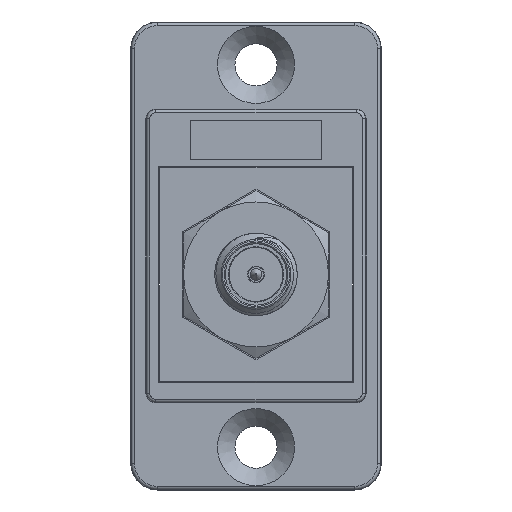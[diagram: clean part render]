
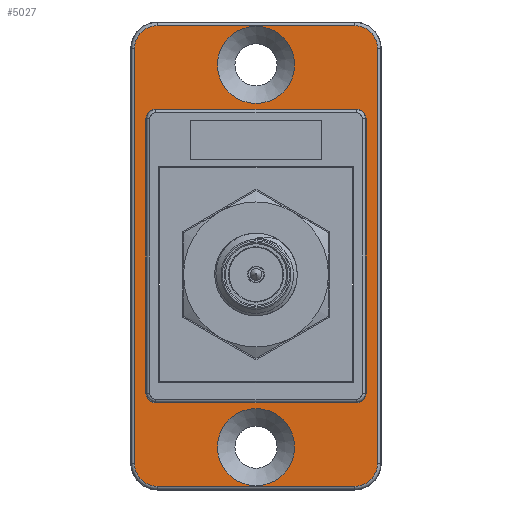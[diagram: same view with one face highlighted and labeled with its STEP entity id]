
A CAD part, front view. The second image highlights one B-rep face of the part: STEP entity #5027.
In plain terms, the highlighted planar face has unit normal (0, -1, 0).
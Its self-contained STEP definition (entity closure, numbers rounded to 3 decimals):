
#84=FACE_BOUND('',#680,.T.);
#85=FACE_BOUND('',#681,.T.);
#86=FACE_BOUND('',#682,.T.);
#148=PLANE('',#5365);
#397=FACE_OUTER_BOUND('',#679,.T.);
#679=EDGE_LOOP('',(#3552,#3553,#3554,#3555,#3556,#3557,#3558,#3559));
#680=EDGE_LOOP('',(#3560,#3561,#3562,#3563,#3564,#3565,#3566,#3567));
#681=EDGE_LOOP('',(#3568));
#682=EDGE_LOOP('',(#3569));
#933=CIRCLE('',#5329,0.75);
#934=CIRCLE('',#5332,0.75);
#938=CIRCLE('',#5340,1.714);
#942=CIRCLE('',#5346,1.714);
#946=CIRCLE('',#5352,1.714);
#950=CIRCLE('',#5358,1.714);
#953=CIRCLE('',#5366,0.75);
#954=CIRCLE('',#5367,0.75);
#955=CIRCLE('',#5368,2.925);
#956=CIRCLE('',#5369,2.925);
#1273=LINE('',#9003,#1685);
#1276=LINE('',#9011,#1688);
#1285=LINE('',#9034,#1697);
#1286=LINE('',#9045,#1698);
#1288=LINE('',#9057,#1700);
#1290=LINE('',#9069,#1702);
#1299=LINE('',#9094,#1711);
#1300=LINE('',#9098,#1712);
#1685=VECTOR('',#5949,10.);
#1688=VECTOR('',#5958,10.);
#1697=VECTOR('',#5975,10.);
#1698=VECTOR('',#5988,10.);
#1700=VECTOR('',#6002,10.);
#1702=VECTOR('',#6016,10.);
#1711=VECTOR('',#6045,10.);
#1712=VECTOR('',#6048,10.);
#2133=VERTEX_POINT('',#8995);
#2134=VERTEX_POINT('',#8997);
#2135=VERTEX_POINT('',#9001);
#2136=VERTEX_POINT('',#9005);
#2137=VERTEX_POINT('',#9009);
#2144=VERTEX_POINT('',#9027);
#2147=VERTEX_POINT('',#9032);
#2149=VERTEX_POINT('',#9037);
#2151=VERTEX_POINT('',#9043);
#2153=VERTEX_POINT('',#9049);
#2155=VERTEX_POINT('',#9055);
#2157=VERTEX_POINT('',#9061);
#2159=VERTEX_POINT('',#9067);
#2165=VERTEX_POINT('',#9093);
#2166=VERTEX_POINT('',#9095);
#2167=VERTEX_POINT('',#9097);
#2168=VERTEX_POINT('',#9100);
#2169=VERTEX_POINT('',#9102);
#2651=EDGE_CURVE('',#2133,#2134,#933,.F.);
#2654=EDGE_CURVE('',#2135,#2133,#1273,.T.);
#2656=EDGE_CURVE('',#2136,#2135,#934,.F.);
#2658=EDGE_CURVE('',#2137,#2136,#1276,.T.);
#2669=EDGE_CURVE('',#2147,#2144,#1285,.T.);
#2671=EDGE_CURVE('',#2149,#2147,#938,.T.);
#2674=EDGE_CURVE('',#2151,#2149,#1286,.T.);
#2677=EDGE_CURVE('',#2153,#2151,#942,.T.);
#2680=EDGE_CURVE('',#2155,#2153,#1288,.T.);
#2683=EDGE_CURVE('',#2157,#2155,#946,.T.);
#2686=EDGE_CURVE('',#2159,#2157,#1290,.T.);
#2689=EDGE_CURVE('',#2144,#2159,#950,.T.);
#2699=EDGE_CURVE('',#2134,#2165,#1299,.T.);
#2700=EDGE_CURVE('',#2166,#2137,#953,.F.);
#2701=EDGE_CURVE('',#2167,#2166,#1300,.T.);
#2702=EDGE_CURVE('',#2165,#2167,#954,.F.);
#2703=EDGE_CURVE('',#2168,#2168,#955,.T.);
#2704=EDGE_CURVE('',#2169,#2169,#956,.T.);
#3552=ORIENTED_EDGE('',*,*,#2669,.F.);
#3553=ORIENTED_EDGE('',*,*,#2671,.F.);
#3554=ORIENTED_EDGE('',*,*,#2674,.F.);
#3555=ORIENTED_EDGE('',*,*,#2677,.F.);
#3556=ORIENTED_EDGE('',*,*,#2680,.F.);
#3557=ORIENTED_EDGE('',*,*,#2683,.F.);
#3558=ORIENTED_EDGE('',*,*,#2686,.F.);
#3559=ORIENTED_EDGE('',*,*,#2689,.F.);
#3560=ORIENTED_EDGE('',*,*,#2699,.F.);
#3561=ORIENTED_EDGE('',*,*,#2651,.F.);
#3562=ORIENTED_EDGE('',*,*,#2654,.F.);
#3563=ORIENTED_EDGE('',*,*,#2656,.F.);
#3564=ORIENTED_EDGE('',*,*,#2658,.F.);
#3565=ORIENTED_EDGE('',*,*,#2700,.F.);
#3566=ORIENTED_EDGE('',*,*,#2701,.F.);
#3567=ORIENTED_EDGE('',*,*,#2702,.F.);
#3568=ORIENTED_EDGE('',*,*,#2703,.T.);
#3569=ORIENTED_EDGE('',*,*,#2704,.T.);
#5027=ADVANCED_FACE('',(#397,#84,#85,#86),#148,.T.);
#5329=AXIS2_PLACEMENT_3D('',#8998,#5943,#5944);
#5332=AXIS2_PLACEMENT_3D('',#9007,#5953,#5954);
#5340=AXIS2_PLACEMENT_3D('',#9039,#5980,#5981);
#5346=AXIS2_PLACEMENT_3D('',#9051,#5994,#5995);
#5352=AXIS2_PLACEMENT_3D('',#9063,#6008,#6009);
#5358=AXIS2_PLACEMENT_3D('',#9073,#6022,#6023);
#5365=AXIS2_PLACEMENT_3D('',#9092,#6043,#6044);
#5366=AXIS2_PLACEMENT_3D('',#9096,#6046,#6047);
#5367=AXIS2_PLACEMENT_3D('',#9099,#6049,#6050);
#5368=AXIS2_PLACEMENT_3D('',#9101,#6051,#6052);
#5369=AXIS2_PLACEMENT_3D('',#9103,#6053,#6054);
#5943=DIRECTION('center_axis',(0.,1.,0.));
#5944=DIRECTION('ref_axis',(0.707,0.,0.707));
#5949=DIRECTION('',(0.,0.,1.));
#5953=DIRECTION('center_axis',(0.,1.,0.));
#5954=DIRECTION('ref_axis',(0.707,0.,-0.707));
#5958=DIRECTION('',(1.,0.,0.));
#5975=DIRECTION('',(-1.,0.,0.));
#5980=DIRECTION('center_axis',(0.,1.,0.));
#5981=DIRECTION('ref_axis',(0.707,0.,-0.707));
#5988=DIRECTION('',(0.,0.,-1.));
#5994=DIRECTION('center_axis',(0.,1.,0.));
#5995=DIRECTION('ref_axis',(0.707,0.,0.707));
#6002=DIRECTION('',(1.,0.,0.));
#6008=DIRECTION('center_axis',(0.,1.,0.));
#6009=DIRECTION('ref_axis',(-0.707,0.,0.707));
#6016=DIRECTION('',(0.,0.,1.));
#6022=DIRECTION('center_axis',(0.,1.,0.));
#6023=DIRECTION('ref_axis',(-0.707,0.,-0.707));
#6043=DIRECTION('center_axis',(0.,-1.,0.));
#6044=DIRECTION('ref_axis',(0.,0.,-1.));
#6045=DIRECTION('',(-1.,0.,0.));
#6046=DIRECTION('center_axis',(0.,1.,0.));
#6047=DIRECTION('ref_axis',(-0.707,0.,-0.707));
#6048=DIRECTION('',(0.,0.,-1.));
#6049=DIRECTION('center_axis',(0.,1.,0.));
#6050=DIRECTION('ref_axis',(-0.707,0.,0.707));
#6051=DIRECTION('center_axis',(0.,1.,0.));
#6052=DIRECTION('ref_axis',(0.,0.,-1.));
#6053=DIRECTION('center_axis',(0.,1.,0.));
#6054=DIRECTION('ref_axis',(0.,0.,-1.));
#8995=CARTESIAN_POINT('',(8.35,-2.3,11.8));
#8997=CARTESIAN_POINT('',(7.6,-2.3,12.55));
#8998=CARTESIAN_POINT('Origin',(7.6,-2.3,11.8));
#9001=CARTESIAN_POINT('',(8.35,-2.3,-9.));
#9003=CARTESIAN_POINT('',(8.35,-2.3,6.975));
#9005=CARTESIAN_POINT('',(7.6,-2.3,-9.75));
#9007=CARTESIAN_POINT('Origin',(7.6,-2.3,-9.));
#9009=CARTESIAN_POINT('',(-7.6,-2.3,-9.75));
#9011=CARTESIAN_POINT('',(4.175,-2.3,-9.75));
#9027=CARTESIAN_POINT('',(-7.5,-2.3,-16.064));
#9032=CARTESIAN_POINT('',(7.5,-2.3,-16.064));
#9034=CARTESIAN_POINT('',(4.75,-2.3,-16.064));
#9037=CARTESIAN_POINT('',(9.214,-2.3,-14.35));
#9039=CARTESIAN_POINT('Origin',(7.5,-2.3,-14.35));
#9043=CARTESIAN_POINT('',(9.214,-2.3,17.15));
#9045=CARTESIAN_POINT('',(9.214,-2.3,10.275));
#9049=CARTESIAN_POINT('',(7.5,-2.3,18.864));
#9051=CARTESIAN_POINT('Origin',(7.5,-2.3,17.15));
#9055=CARTESIAN_POINT('',(-7.5,-2.3,18.864));
#9057=CARTESIAN_POINT('',(-4.75,-2.3,18.864));
#9061=CARTESIAN_POINT('',(-9.214,-2.3,17.15));
#9063=CARTESIAN_POINT('Origin',(-7.5,-2.3,17.15));
#9067=CARTESIAN_POINT('',(-9.214,-2.3,-14.35));
#9069=CARTESIAN_POINT('',(-9.214,-2.3,-7.475));
#9073=CARTESIAN_POINT('Origin',(-7.5,-2.3,-14.35));
#9092=CARTESIAN_POINT('Origin',(0.,-2.3,1.4));
#9093=CARTESIAN_POINT('',(-7.6,-2.3,12.55));
#9094=CARTESIAN_POINT('',(-4.175,-2.3,12.55));
#9095=CARTESIAN_POINT('',(-8.35,-2.3,-9.));
#9096=CARTESIAN_POINT('Origin',(-7.6,-2.3,-9.));
#9097=CARTESIAN_POINT('',(-8.35,-2.3,11.8));
#9098=CARTESIAN_POINT('',(-8.35,-2.3,-4.175));
#9099=CARTESIAN_POINT('Origin',(-7.6,-2.3,11.8));
#9100=CARTESIAN_POINT('',(0.,-2.3,18.825));
#9101=CARTESIAN_POINT('Origin',(0.,-2.3,15.9));
#9102=CARTESIAN_POINT('',(0.,-2.3,-10.175));
#9103=CARTESIAN_POINT('Origin',(0.,-2.3,-13.1));
